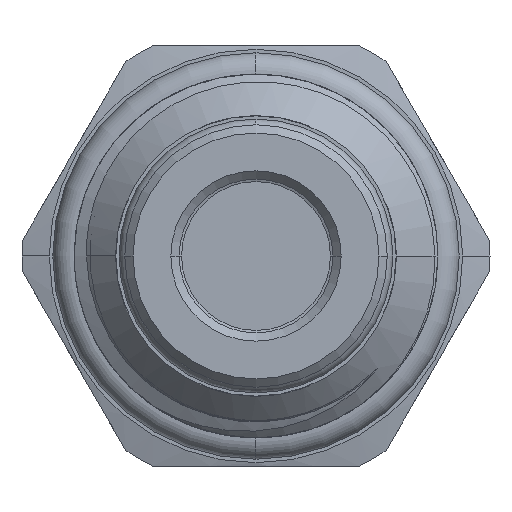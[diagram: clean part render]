
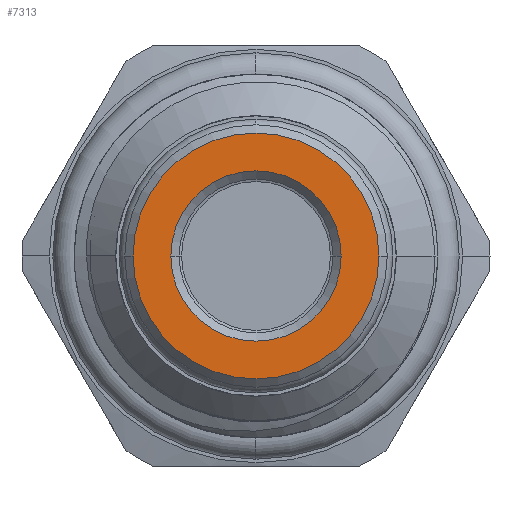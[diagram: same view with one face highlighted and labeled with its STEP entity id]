
A CAD part, left-side view. The second image highlights one B-rep face of the part: STEP entity #7313.
In plain terms, the highlighted planar face has unit normal (-1, 0, 0).
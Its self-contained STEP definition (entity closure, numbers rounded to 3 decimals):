
#983 = ORIENTED_EDGE ( 'NONE', *, *, #1620, .T. ) ;
#1429 = DIRECTION ( 'NONE',  ( 0., -1., 0. ) ) ;
#1515 = DIRECTION ( 'NONE',  ( 0., -1., 0. ) ) ;
#1620 = EDGE_CURVE ( 'NONE', #10505, #6610, #8767, .T. ) ;
#2071 = EDGE_CURVE ( 'NONE', #6610, #10505, #12748, .T. ) ;
#2422 = EDGE_CURVE ( 'NONE', #11770, #10366, #9787, .T. ) ;
#2721 = FACE_OUTER_BOUND ( 'NONE', #11896, .T. ) ;
#3192 = DIRECTION ( 'NONE',  ( 0., -1., 0. ) ) ;
#3691 = DIRECTION ( 'NONE',  ( 0., -1., 0. ) ) ;
#3828 = CARTESIAN_POINT ( 'NONE',  ( -36.585, 0., 0. ) ) ;
#3997 = EDGE_LOOP ( 'NONE', ( #12085, #12070 ) ) ;
#4004 = CARTESIAN_POINT ( 'NONE',  ( -36.585, 7.435, 0. ) ) ;
#4013 = AXIS2_PLACEMENT_3D ( 'NONE', #10496, #7157, #1515 ) ;
#4103 = AXIS2_PLACEMENT_3D ( 'NONE', #11510, #8150, #1429 ) ;
#4226 = EDGE_CURVE ( 'NONE', #10366, #11770, #11667, .T. ) ;
#4880 = DIRECTION ( 'NONE',  ( 0., -1., 0. ) ) ;
#5055 = AXIS2_PLACEMENT_3D ( 'NONE', #3828, #13738, #4880 ) ;
#5668 = ORIENTED_EDGE ( 'NONE', *, *, #2071, .T. ) ;
#6610 = VERTEX_POINT ( 'NONE', #14000 ) ;
#7157 = DIRECTION ( 'NONE',  ( -1., 0., 0. ) ) ;
#7313 = ADVANCED_FACE ( 'NONE', ( #2721, #11286 ), #12589, .T. ) ;
#7761 = AXIS2_PLACEMENT_3D ( 'NONE', #8627, #9786, #3192 ) ;
#8150 = DIRECTION ( 'NONE',  ( -1., 0., 0. ) ) ;
#8627 = CARTESIAN_POINT ( 'NONE',  ( -36.585, 0., 0. ) ) ;
#8767 = CIRCLE ( 'NONE', #4103, 7.435 ) ;
#9017 = CARTESIAN_POINT ( 'NONE',  ( -36.585, -5.15, 0. ) ) ;
#9372 = CARTESIAN_POINT ( 'NONE',  ( -36.585, 0., 0. ) ) ;
#9786 = DIRECTION ( 'NONE',  ( -1., 0., 0. ) ) ;
#9787 = CIRCLE ( 'NONE', #7761, 5.15 ) ;
#10366 = VERTEX_POINT ( 'NONE', #13069 ) ;
#10469 = DIRECTION ( 'NONE',  ( -1., 0., 0. ) ) ;
#10496 = CARTESIAN_POINT ( 'NONE',  ( -36.585, 0., 0. ) ) ;
#10505 = VERTEX_POINT ( 'NONE', #4004 ) ;
#11286 = FACE_BOUND ( 'NONE', #3997, .T. ) ;
#11361 = AXIS2_PLACEMENT_3D ( 'NONE', #9372, #10469, #3691 ) ;
#11510 = CARTESIAN_POINT ( 'NONE',  ( -36.585, 0., 0. ) ) ;
#11667 = CIRCLE ( 'NONE', #5055, 5.15 ) ;
#11770 = VERTEX_POINT ( 'NONE', #9017 ) ;
#11896 = EDGE_LOOP ( 'NONE', ( #983, #5668 ) ) ;
#12070 = ORIENTED_EDGE ( 'NONE', *, *, #4226, .F. ) ;
#12085 = ORIENTED_EDGE ( 'NONE', *, *, #2422, .F. ) ;
#12589 = PLANE ( 'NONE',  #11361 ) ;
#12748 = CIRCLE ( 'NONE', #4013, 7.435 ) ;
#13069 = CARTESIAN_POINT ( 'NONE',  ( -36.585, 5.15, 0. ) ) ;
#13738 = DIRECTION ( 'NONE',  ( -1., 0., 0. ) ) ;
#14000 = CARTESIAN_POINT ( 'NONE',  ( -36.585, -7.435, 0. ) ) ;
